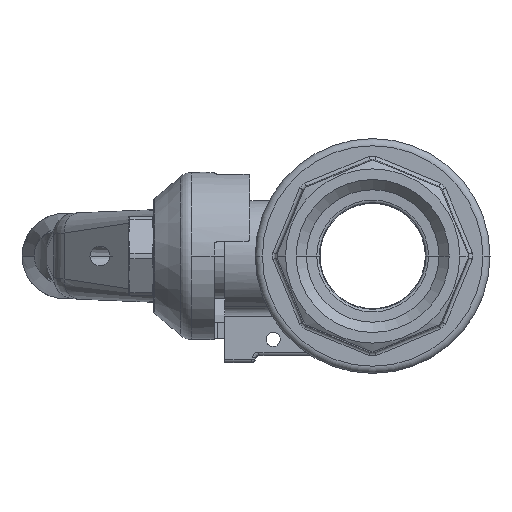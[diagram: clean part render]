
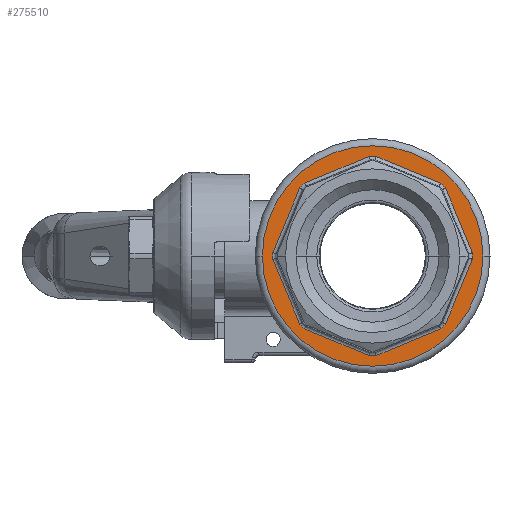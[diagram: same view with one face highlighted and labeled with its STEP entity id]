
A CAD part, left-side view. The second image highlights one B-rep face of the part: STEP entity #275510.
In plain terms, the highlighted face is planar.
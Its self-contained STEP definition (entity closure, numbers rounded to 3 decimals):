
#1090=CARTESIAN_POINT('',(17.,-10.236,
9.59));
#1100=VERTEX_POINT('',#1090);
#1150=CARTESIAN_POINT('',(17.,0.,
0.));
#1160=DIRECTION('',(-1.,0.,0.));
#1170=DIRECTION('',(0.,-1.,0.));
#1180=AXIS2_PLACEMENT_3D('',#1150,#1160,#1170);
#1190=CIRCLE('',#1180,14.027);
#1200=CARTESIAN_POINT('',(17.,-9.59,
10.236));
#1210=VERTEX_POINT('',#1200);
#1220=EDGE_CURVE('',#1100,#1210,#1190,.T.);
#245730=CARTESIAN_POINT('',(17.,-9.59,
-10.236));
#245740=VERTEX_POINT('',#245730);
#245790=CARTESIAN_POINT('',(17.,0.,
0.));
#245800=DIRECTION('',(-1.,0.,0.));
#245810=DIRECTION('',(0.,-1.,0.));
#245820=AXIS2_PLACEMENT_3D('',#245790,#245800,#245810);
#245830=CIRCLE('',#245820,14.027);
#245840=CARTESIAN_POINT('',(17.,-10.236,
-9.59));
#245850=VERTEX_POINT('',#245840);
#245860=EDGE_CURVE('',#245740,#245850,#245830,.T.);
#249140=CARTESIAN_POINT('',(17.,-14.019,
-0.456));
#249150=VERTEX_POINT('',#249140);
#249180=CARTESIAN_POINT('',(17.,0.,
0.));
#249190=DIRECTION('',(-1.,0.,0.));
#249200=DIRECTION('',(0.,-1.,0.));
#249210=AXIS2_PLACEMENT_3D('',#249180,#249190,#249200);
#249220=CIRCLE('',#249210,14.027);
#249230=CARTESIAN_POINT('',(17.,-14.019,
0.456));
#249240=VERTEX_POINT('',#249230);
#249250=EDGE_CURVE('',#249150,#249240,#249220,.T.);
#250930=CARTESIAN_POINT('',(17.,0.456,
-14.019));
#250940=VERTEX_POINT('',#250930);
#250970=CARTESIAN_POINT('',(17.,0.,
0.));
#250980=DIRECTION('',(-1.,0.,0.));
#250990=DIRECTION('',(0.,-1.,0.));
#251000=AXIS2_PLACEMENT_3D('',#250970,#250980,#250990);
#251010=CIRCLE('',#251000,14.027);
#251020=CARTESIAN_POINT('',(17.,-0.456,
-14.019));
#251030=VERTEX_POINT('',#251020);
#251040=EDGE_CURVE('',#250940,#251030,#251010,.T.);
#272700=CARTESIAN_POINT('',(17.,-14.208,
0.));
#272710=DIRECTION('',(0.,-0.383,
-0.924));
#272720=VECTOR('',#272710,1.);
#272730=LINE('',#272700,#272720);
#272740=EDGE_CURVE('',#1100,#249240,#272730,.T.);
#274380=CARTESIAN_POINT('',(17.,-15.,0.))
;
#274390=DIRECTION('',(-1.,0.,0.));
#274400=DIRECTION('',(0.,-1.,0.));
#274410=AXIS2_PLACEMENT_3D('',#274380,#274390,#274400);
#274420=PLANE('',#274410);
#274430=CARTESIAN_POINT('',(17.,0.,
0.));
#274440=DIRECTION('',(-1.,0.,0.));
#274450=DIRECTION('',(0.,-1.,0.));
#274460=AXIS2_PLACEMENT_3D('',#274430,#274440,#274450);
#274470=CIRCLE('',#274460,15.5);
#274480=CARTESIAN_POINT('',(17.,-15.5,0.)
);
#274490=VERTEX_POINT('',#274480);
#274500=CARTESIAN_POINT('',(17.,15.5,0.))
;
#274510=VERTEX_POINT('',#274500);
#274520=EDGE_CURVE('',#274490,#274510,#274470,.T.);
#274530=ORIENTED_EDGE('',*,*,#274520,.F.);
#274540=EDGE_CURVE('',#274510,#274490,#274470,.T.);
#274550=ORIENTED_EDGE('',*,*,#274540,.F.);
#274560=EDGE_LOOP('',(#274550,#274530));
#274570=FACE_OUTER_BOUND('',#274560,.T.);
#274580=CARTESIAN_POINT('',(17.,0.,
0.));
#274590=DIRECTION('',(-1.,0.,0.));
#274600=DIRECTION('',(0.,-1.,0.));
#274610=AXIS2_PLACEMENT_3D('',#274580,#274590,#274600);
#274620=CIRCLE('',#274610,14.027);
#274630=CARTESIAN_POINT('',(17.,9.59,
10.236));
#274640=VERTEX_POINT('',#274630);
#274650=CARTESIAN_POINT('',(17.,10.236,
9.59));
#274660=VERTEX_POINT('',#274650);
#274670=EDGE_CURVE('',#274640,#274660,#274620,.T.);
#274680=ORIENTED_EDGE('',*,*,#274670,.T.);
#274690=CARTESIAN_POINT('',(17.,0.,
14.208));
#274700=DIRECTION('',(0.,-0.924,
0.383));
#274710=VECTOR('',#274700,1.);
#274720=LINE('',#274690,#274710);
#274730=CARTESIAN_POINT('',(17.,0.456,
14.019));
#274740=VERTEX_POINT('',#274730);
#274750=EDGE_CURVE('',#274640,#274740,#274720,.T.);
#274760=ORIENTED_EDGE('',*,*,#274750,.F.);
#274770=CARTESIAN_POINT('',(17.,0.,
0.));
#274780=DIRECTION('',(-1.,0.,0.));
#274790=DIRECTION('',(0.,-1.,0.));
#274800=AXIS2_PLACEMENT_3D('',#274770,#274780,#274790);
#274810=CIRCLE('',#274800,14.027);
#274820=CARTESIAN_POINT('',(17.,-0.456,
14.019));
#274830=VERTEX_POINT('',#274820);
#274840=EDGE_CURVE('',#274830,#274740,#274810,.T.);
#274850=ORIENTED_EDGE('',*,*,#274840,.T.);
#274860=CARTESIAN_POINT('',(17.,0.,
14.208));
#274870=DIRECTION('',(0.,-0.924,
-0.383));
#274880=VECTOR('',#274870,1.);
#274890=LINE('',#274860,#274880);
#274900=EDGE_CURVE('',#274830,#1210,#274890,.T.);
#274910=ORIENTED_EDGE('',*,*,#274900,.F.);
#274920=ORIENTED_EDGE('',*,*,#1220,.T.);
#274930=ORIENTED_EDGE('',*,*,#272740,.F.);
#274940=ORIENTED_EDGE('',*,*,#249250,.T.);
#274950=CARTESIAN_POINT('',(17.,-14.208,
0.));
#274960=DIRECTION('',(0.,0.383,
-0.924));
#274970=VECTOR('',#274960,1.);
#274980=LINE('',#274950,#274970);
#274990=EDGE_CURVE('',#249150,#245850,#274980,.T.);
#275000=ORIENTED_EDGE('',*,*,#274990,.F.);
#275010=ORIENTED_EDGE('',*,*,#245860,.T.);
#275020=CARTESIAN_POINT('',(17.,0.,
-14.208));
#275030=DIRECTION('',(0.,0.924,
-0.383));
#275040=VECTOR('',#275030,1.);
#275050=LINE('',#275020,#275040);
#275060=EDGE_CURVE('',#245740,#251030,#275050,.T.);
#275070=ORIENTED_EDGE('',*,*,#275060,.F.);
#275080=ORIENTED_EDGE('',*,*,#251040,.T.);
#275090=CARTESIAN_POINT('',(17.,0.,
-14.208));
#275100=DIRECTION('',(0.,0.924,
0.383));
#275110=VECTOR('',#275100,1.);
#275120=LINE('',#275090,#275110);
#275130=CARTESIAN_POINT('',(17.,9.59,
-10.236));
#275140=VERTEX_POINT('',#275130);
#275150=EDGE_CURVE('',#250940,#275140,#275120,.T.);
#275160=ORIENTED_EDGE('',*,*,#275150,.F.);
#275170=CARTESIAN_POINT('',(17.,0.,
0.));
#275180=DIRECTION('',(-1.,0.,0.));
#275190=DIRECTION('',(0.,-1.,0.));
#275200=AXIS2_PLACEMENT_3D('',#275170,#275180,#275190);
#275210=CIRCLE('',#275200,14.027);
#275220=CARTESIAN_POINT('',(17.,10.236,
-9.59));
#275230=VERTEX_POINT('',#275220);
#275240=EDGE_CURVE('',#275230,#275140,#275210,.T.);
#275250=ORIENTED_EDGE('',*,*,#275240,.T.);
#275260=CARTESIAN_POINT('',(17.,14.208,
0.));
#275270=DIRECTION('',(0.,0.383,
0.924));
#275280=VECTOR('',#275270,1.);
#275290=LINE('',#275260,#275280);
#275300=CARTESIAN_POINT('',(17.,14.019,
-0.456));
#275310=VERTEX_POINT('',#275300);
#275320=EDGE_CURVE('',#275230,#275310,#275290,.T.);
#275330=ORIENTED_EDGE('',*,*,#275320,.F.);
#275340=CARTESIAN_POINT('',(17.,0.,
0.));
#275350=DIRECTION('',(-1.,0.,0.));
#275360=DIRECTION('',(0.,-1.,0.));
#275370=AXIS2_PLACEMENT_3D('',#275340,#275350,#275360);
#275380=CIRCLE('',#275370,14.027);
#275390=CARTESIAN_POINT('',(17.,14.019,
0.456));
#275400=VERTEX_POINT('',#275390);
#275410=EDGE_CURVE('',#275400,#275310,#275380,.T.);
#275420=ORIENTED_EDGE('',*,*,#275410,.T.);
#275430=CARTESIAN_POINT('',(17.,14.208,
0.));
#275440=DIRECTION('',(0.,-0.383,
0.924));
#275450=VECTOR('',#275440,1.);
#275460=LINE('',#275430,#275450);
#275470=EDGE_CURVE('',#275400,#274660,#275460,.T.);
#275480=ORIENTED_EDGE('',*,*,#275470,.F.);
#275490=EDGE_LOOP('',(#275480,#275420,#275330,#275250,#275160,#275080,
#275070,#275010,#275000,#274940,#274930,#274920,#274910,#274850,#274760,
#274680));
#275500=FACE_BOUND('',#275490,.T.);
#275510=ADVANCED_FACE('',(#274570,#275500),#274420,.F.);
